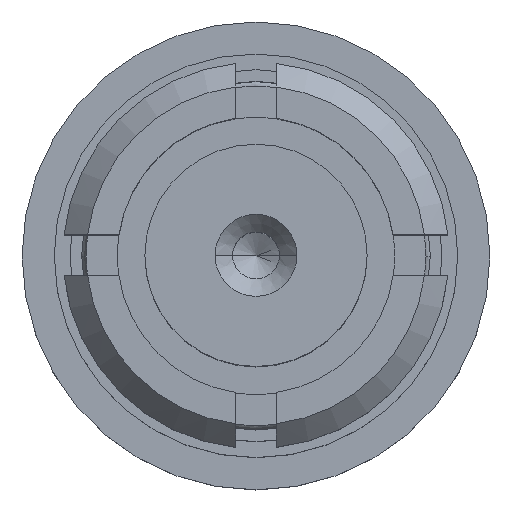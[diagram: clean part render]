
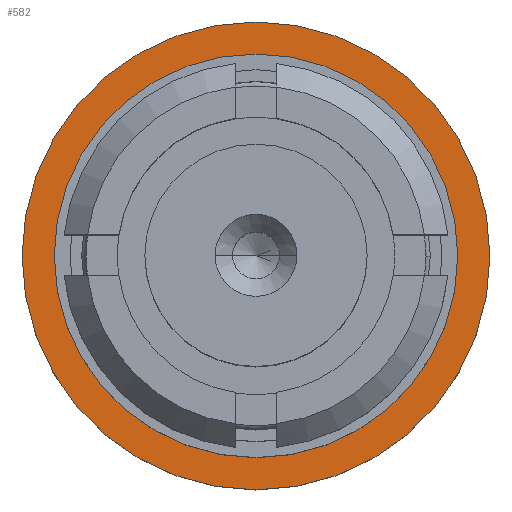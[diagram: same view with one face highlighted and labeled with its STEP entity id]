
A CAD part, top view. The second image highlights one B-rep face of the part: STEP entity #582.
In plain terms, the highlighted planar face has unit normal (0, 0, 1).
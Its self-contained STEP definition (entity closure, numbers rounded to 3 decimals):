
#46 = DIRECTION ( 'NONE',  ( 0., 0., 1. ) ) ;
#84 = VERTEX_POINT ( 'NONE', #1628 ) ;
#100 = DIRECTION ( 'NONE',  ( 1., 0., 0. ) ) ;
#153 = CARTESIAN_POINT ( 'NONE',  ( -1.725, 0., 3.6 ) ) ;
#231 = CIRCLE ( 'NONE', #2784, 2. ) ;
#263 = EDGE_CURVE ( 'NONE', #84, #1251, #231, .T. ) ;
#266 = EDGE_CURVE ( 'NONE', #1251, #84, #1554, .T. ) ;
#346 = CARTESIAN_POINT ( 'NONE',  ( 0., 0., 3.6 ) ) ;
#368 = ORIENTED_EDGE ( 'NONE', *, *, #263, .T. ) ;
#465 = DIRECTION ( 'NONE',  ( 1., 0., 0. ) ) ;
#512 = ORIENTED_EDGE ( 'NONE', *, *, #266, .T. ) ;
#549 = VERTEX_POINT ( 'NONE', #153 ) ;
#555 = AXIS2_PLACEMENT_3D ( 'NONE', #2647, #2853, #1994 ) ;
#573 = AXIS2_PLACEMENT_3D ( 'NONE', #2680, #2022, #2257 ) ;
#582 = ADVANCED_FACE ( 'NONE', ( #1517, #729 ), #637, .T. ) ;
#637 = PLANE ( 'NONE',  #2066 ) ;
#676 = EDGE_CURVE ( 'NONE', #549, #1245, #2260, .T. ) ;
#705 = CARTESIAN_POINT ( 'NONE',  ( 0., 0., 3.6 ) ) ;
#716 = CARTESIAN_POINT ( 'NONE',  ( 2., 0., 3.6 ) ) ;
#729 = FACE_OUTER_BOUND ( 'NONE', #1171, .T. ) ;
#830 = CARTESIAN_POINT ( 'NONE',  ( 0., 0., 3.6 ) ) ;
#1171 = EDGE_LOOP ( 'NONE', ( #368, #512 ) ) ;
#1214 = DIRECTION ( 'NONE',  ( 0., 0., 1. ) ) ;
#1245 = VERTEX_POINT ( 'NONE', #2243 ) ;
#1251 = VERTEX_POINT ( 'NONE', #716 ) ;
#1517 = FACE_BOUND ( 'NONE', #1835, .T. ) ;
#1518 = DIRECTION ( 'NONE',  ( 1., 0., 0. ) ) ;
#1534 = AXIS2_PLACEMENT_3D ( 'NONE', #346, #1214, #100 ) ;
#1554 = CIRCLE ( 'NONE', #573, 2. ) ;
#1628 = CARTESIAN_POINT ( 'NONE',  ( -2., 0., 3.6 ) ) ;
#1638 = CIRCLE ( 'NONE', #1534, 1.725 ) ;
#1835 = EDGE_LOOP ( 'NONE', ( #2401, #2004 ) ) ;
#1994 = DIRECTION ( 'NONE',  ( 1., 0., 0. ) ) ;
#2004 = ORIENTED_EDGE ( 'NONE', *, *, #2373, .F. ) ;
#2022 = DIRECTION ( 'NONE',  ( 0., 0., 1. ) ) ;
#2066 = AXIS2_PLACEMENT_3D ( 'NONE', #830, #2817, #1518 ) ;
#2243 = CARTESIAN_POINT ( 'NONE',  ( 1.725, 0., 3.6 ) ) ;
#2257 = DIRECTION ( 'NONE',  ( 1., 0., 0. ) ) ;
#2260 = CIRCLE ( 'NONE', #555, 1.725 ) ;
#2373 = EDGE_CURVE ( 'NONE', #1245, #549, #1638, .T. ) ;
#2401 = ORIENTED_EDGE ( 'NONE', *, *, #676, .F. ) ;
#2647 = CARTESIAN_POINT ( 'NONE',  ( 0., 0., 3.6 ) ) ;
#2680 = CARTESIAN_POINT ( 'NONE',  ( 0., 0., 3.6 ) ) ;
#2784 = AXIS2_PLACEMENT_3D ( 'NONE', #705, #46, #465 ) ;
#2817 = DIRECTION ( 'NONE',  ( 0., 0., 1. ) ) ;
#2853 = DIRECTION ( 'NONE',  ( 0., 0., 1. ) ) ;
